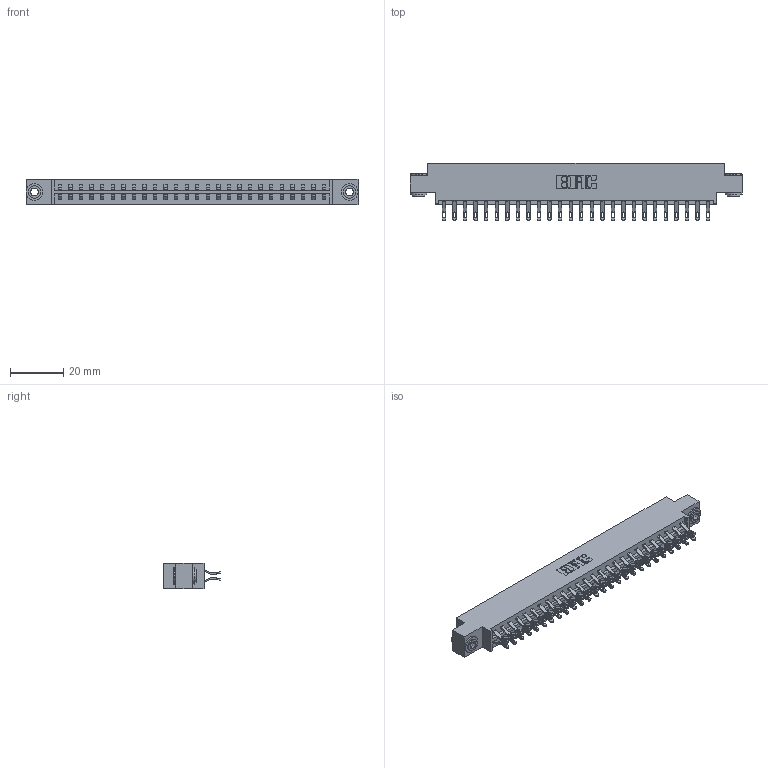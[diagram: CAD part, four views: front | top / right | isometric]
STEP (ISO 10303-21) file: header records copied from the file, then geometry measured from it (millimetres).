
FILE_DESCRIPTION (( 'STEP AP203' ), '1' );
FILE_NAME ('333-052-555-803.STEP', '2018-08-04T03:05:49', ( '' ), ( '' ), 'SwSTEP 2.0', 'SolidWorks 2016', '' );
FILE_SCHEMA (( 'CONFIG_CONTROL_DESIGN' ));
Length unit declared in the file: inch
Products named in the file (4): 345-250-002_345-250-002-102; 333-052-555-803; 333 Part_Offset - .156 Dia - TH; 345-292-001_555 Tail
Assembly tree (55 placements, depth 2):
  333-052-555-803
    333 Part_Offset - .156 Dia - TH
    345-292-001_555 Tail  x52
    345-250-002_345-250-002-102  x2
Bounding box: 124.56 x 21.47 x 9.4 mm (x, y, z)
Volume: 12509.8 mm3; surface area: 15623.6 mm2
Topology: 55 solids, 55 shells, 3172 faces, 9915 edges, 6606 vertices
Faces by surface type: plane 1852, cylinder 1312, cone 8
Entity records: 19904 total; most frequent: CARTESIAN_POINT 3331, ORIENTED_EDGE 3230, DIRECTION 2877, EDGE_CURVE 1615, VECTOR 1443, LINE 1443, VERTEX_POINT 1074, AXIS2_PLACEMENT_3D 717
